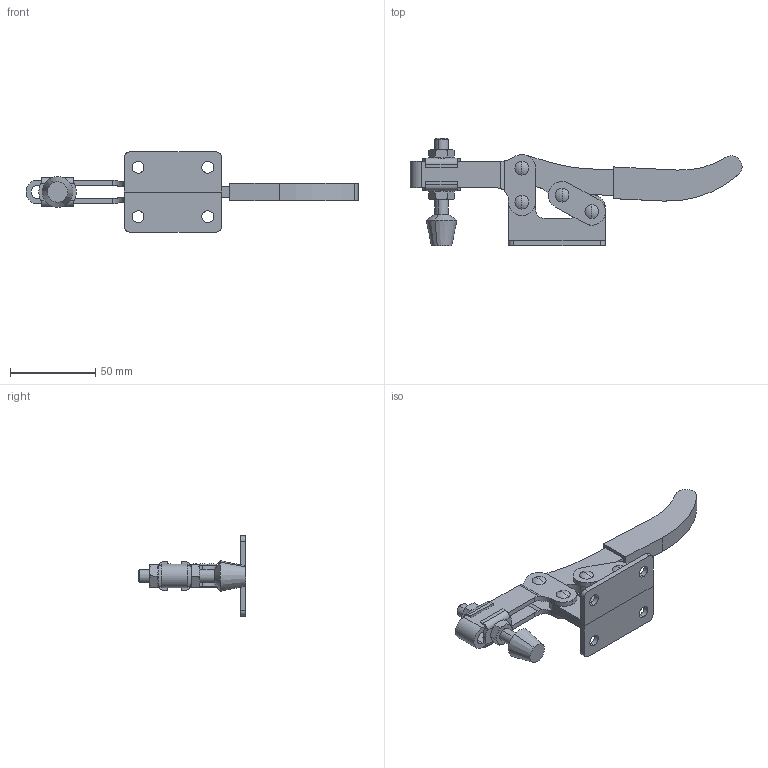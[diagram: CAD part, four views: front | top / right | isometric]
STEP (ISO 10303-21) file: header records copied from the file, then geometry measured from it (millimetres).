
FILE_DESCRIPTION (( 'STEP AP214' ), '1' );
FILE_NAME ('GH-203-F(Â²¤Æ).STEP', '2020-07-16T01:32:01', ( 'LinWei' ), ( '' ), 'SwSTEP 2.0', 'SolidWorks 2016', '' );
FILE_SCHEMA (( 'AUTOMOTIVE_DESIGN' ));
Length unit declared in the file: millimetre
Products named in the file (6): 1203F01-1^GH-203-F(簡化); Group5^GH-203-F(簡化); Group4^GH-203-F(簡化); Group3^GH-203-F(簡化); Group2^GH-203-F(簡化); GH-203-F(簡化)
Assembly tree (5 placements, depth 2):
  GH-203-F(簡化)
    Group2^GH-203-F(簡化)
    Group3^GH-203-F(簡化)
    Group4^GH-203-F(簡化)
    Group5^GH-203-F(簡化)
    1203F01-1^GH-203-F(簡化)
Bounding box: 194.99 x 63 x 47 mm (x, y, z)
Volume: 53944.5 mm3; surface area: 30595.5 mm2
Topology: 5 solids, 5 shells, 244 faces, 603 edges, 386 vertices
Faces by surface type: plane 107, cylinder 99, cone 30, sphere 8
Entity records: 8678 total; most frequent: CARTESIAN_POINT 1625, DIRECTION 1283, ORIENTED_EDGE 1206, EDGE_CURVE 603, AXIS2_PLACEMENT_3D 500, VERTEX_POINT 386, LINE 283, VECTOR 283
